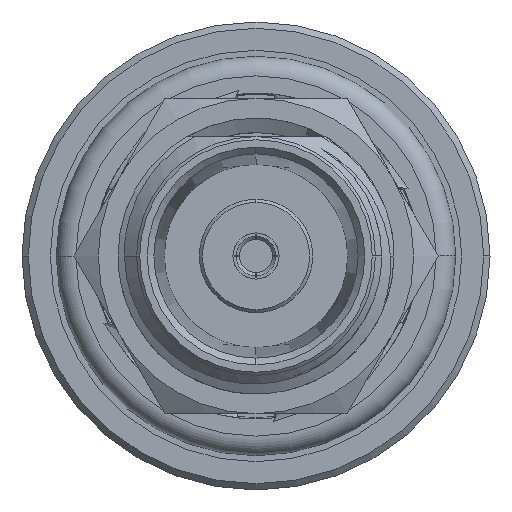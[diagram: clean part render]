
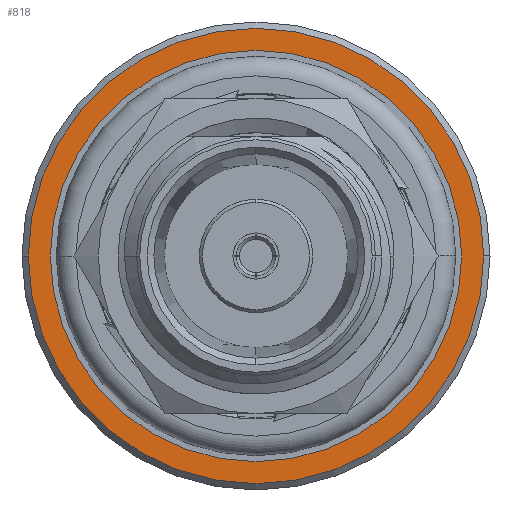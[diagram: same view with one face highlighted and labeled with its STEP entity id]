
A CAD part, left-side view. The second image highlights one B-rep face of the part: STEP entity #818.
In plain terms, the highlighted planar face has unit normal (-1, 0, 0).
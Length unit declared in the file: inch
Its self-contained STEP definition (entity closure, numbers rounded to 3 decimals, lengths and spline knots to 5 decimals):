
#818 = ADVANCED_FACE ( 'NONE', ( #23893, #3847 ), #15179, .T. ) ;
#1502 = ORIENTED_EDGE ( 'NONE', *, *, #24393, .T. ) ;
#1855 = EDGE_CURVE ( 'NONE', #2253, #5261, #16247, .T. ) ;
#2225 = DIRECTION ( 'NONE',  ( -1., 0., 0. ) ) ;
#2253 = VERTEX_POINT ( 'NONE', #34373 ) ;
#2849 = ORIENTED_EDGE ( 'NONE', *, *, #10146, .T. ) ;
#3653 = AXIS2_PLACEMENT_3D ( 'NONE', #14645, #8888, #23569 ) ;
#3701 = VERTEX_POINT ( 'NONE', #20220 ) ;
#3768 = EDGE_CURVE ( 'NONE', #3701, #15604, #27388, .T. ) ;
#3847 = FACE_OUTER_BOUND ( 'NONE', #28629, .T. ) ;
#4697 = ORIENTED_EDGE ( 'NONE', *, *, #3768, .T. ) ;
#5261 = VERTEX_POINT ( 'NONE', #31443 ) ;
#7289 = EDGE_LOOP ( 'NONE', ( #4697, #2849 ) ) ;
#8888 = DIRECTION ( 'NONE',  ( 1., 0., 0. ) ) ;
#10146 = EDGE_CURVE ( 'NONE', #15604, #3701, #13834, .T. ) ;
#12932 = DIRECTION ( 'NONE',  ( -1., 0., 0. ) ) ;
#12997 = CARTESIAN_POINT ( 'NONE',  ( 0.65354, 0., 0. ) ) ;
#13834 = CIRCLE ( 'NONE', #22744, 0.32607 ) ;
#14623 = CARTESIAN_POINT ( 'NONE',  ( 0.65354, 0., 0. ) ) ;
#14645 = CARTESIAN_POINT ( 'NONE',  ( 0.65354, 0., 0. ) ) ;
#15063 = AXIS2_PLACEMENT_3D ( 'NONE', #35778, #12932, #21657 ) ;
#15179 = PLANE ( 'NONE',  #15063 ) ;
#15604 = VERTEX_POINT ( 'NONE', #24318 ) ;
#16247 = CIRCLE ( 'NONE', #35164, 0.36103 ) ;
#16977 = CIRCLE ( 'NONE', #28831, 0.36103 ) ;
#20220 = CARTESIAN_POINT ( 'NONE',  ( 0.65354, 0.32607, 0. ) ) ;
#21657 = DIRECTION ( 'NONE',  ( 0., 0., 1. ) ) ;
#21751 = CARTESIAN_POINT ( 'NONE',  ( 0.65354, 0., 0. ) ) ;
#22667 = ORIENTED_EDGE ( 'NONE', *, *, #1855, .T. ) ;
#22744 = AXIS2_PLACEMENT_3D ( 'NONE', #14623, #25773, #36747 ) ;
#23569 = DIRECTION ( 'NONE',  ( 0., 1., 0. ) ) ;
#23893 = FACE_BOUND ( 'NONE', #7289, .T. ) ;
#24318 = CARTESIAN_POINT ( 'NONE',  ( 0.65354, -0.32607, 0. ) ) ;
#24393 = EDGE_CURVE ( 'NONE', #5261, #2253, #16977, .T. ) ;
#25271 = DIRECTION ( 'NONE',  ( 0., -1., 0. ) ) ;
#25773 = DIRECTION ( 'NONE',  ( 1., 0., 0. ) ) ;
#27388 = CIRCLE ( 'NONE', #3653, 0.32607 ) ;
#28629 = EDGE_LOOP ( 'NONE', ( #1502, #22667 ) ) ;
#28831 = AXIS2_PLACEMENT_3D ( 'NONE', #12997, #35304, #29730 ) ;
#29730 = DIRECTION ( 'NONE',  ( 0., -1., 0. ) ) ;
#31443 = CARTESIAN_POINT ( 'NONE',  ( 0.65354, 0.36103, 0. ) ) ;
#34373 = CARTESIAN_POINT ( 'NONE',  ( 0.65354, -0.36103, 0. ) ) ;
#35164 = AXIS2_PLACEMENT_3D ( 'NONE', #21751, #2225, #25271 ) ;
#35304 = DIRECTION ( 'NONE',  ( -1., 0., 0. ) ) ;
#35778 = CARTESIAN_POINT ( 'NONE',  ( 0.65354, 0.32607, 0. ) ) ;
#36747 = DIRECTION ( 'NONE',  ( 0., 1., 0. ) ) ;
